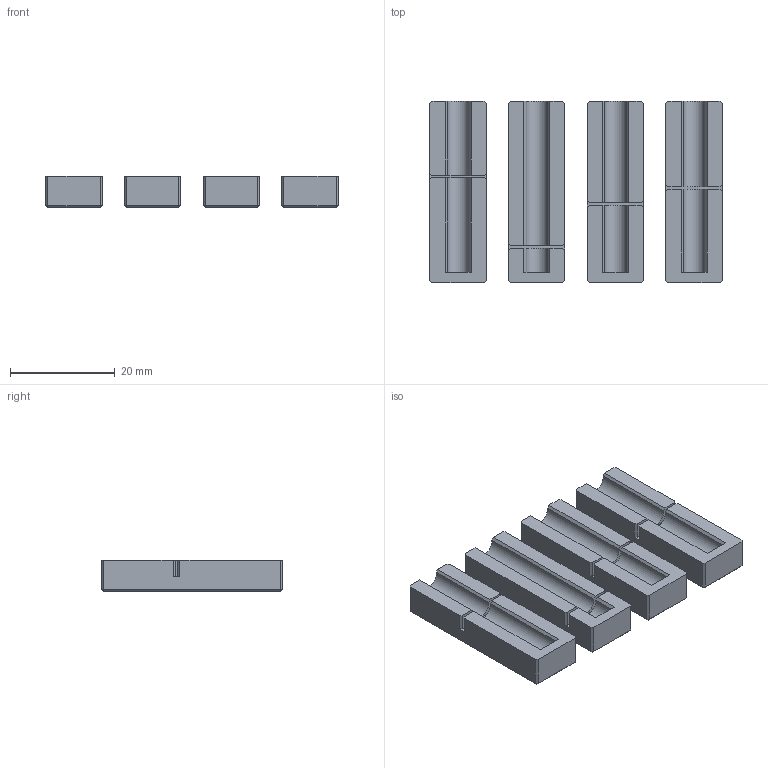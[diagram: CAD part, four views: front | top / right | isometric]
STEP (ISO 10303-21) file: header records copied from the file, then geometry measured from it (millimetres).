
FILE_DESCRIPTION(/* description */ ('','CAx-IF Rec.Pracs.---Representation and Presentation of Product Manufacturing Information (PMI)---4.0---2014-10-13'),/* implementation_level */ '2;1');
FILE_NAME(/* name */ 'ptfe cutting jigs v1.step',/* time_stamp */ '2025-01-06T18:34:01-05:00',/* author */ (''),/* organization */ (''),/* preprocessor_version */ 'ST-DEVELOPER v20',/* originating_system */ 'Autodesk Translation Framework v13.20.0.188',/* authorisation */ '');
FILE_SCHEMA (('AP242_MANAGED_MODEL_BASED_3D_ENGINEERING_MIM_LF { 1 0 10303 442 1 1 4 }'));
Length unit declared in the file: millimetre
Products named in the file (1): ptfe cutting jigs
Bounding box: 55.74 x 34.6 x 6 mm (x, y, z)
Volume: 7501.6 mm3; surface area: 5636.3 mm2
Topology: 4 solids, 4 shells, 136 faces, 336 edges, 208 vertices
Faces by surface type: plane 128, cylinder 8
Entity records: 3922 total; most frequent: CARTESIAN_POINT 681, ORIENTED_EDGE 672, DIRECTION 626, EDGE_CURVE 336, LINE 320, VECTOR 320, VERTEX_POINT 208, AXIS2_PLACEMENT_3D 153
